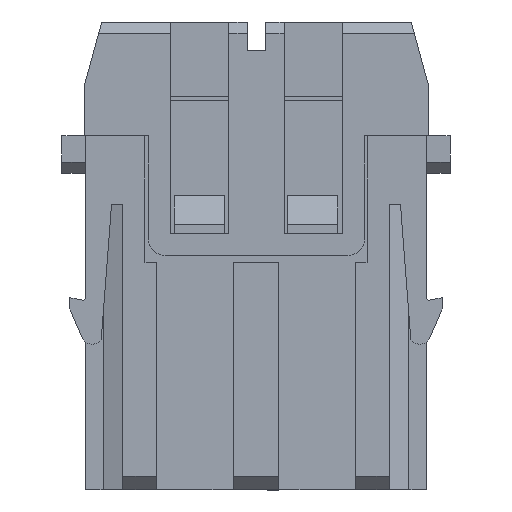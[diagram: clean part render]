
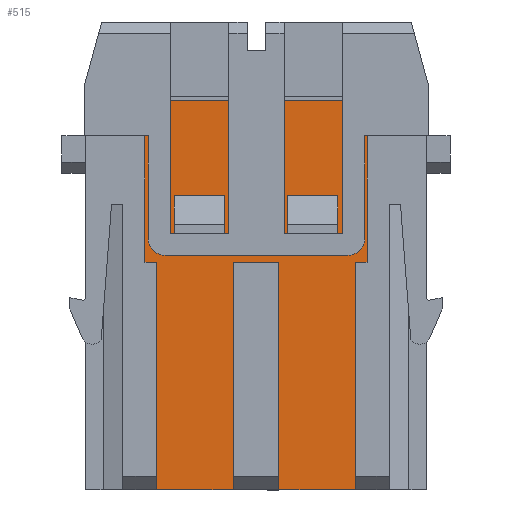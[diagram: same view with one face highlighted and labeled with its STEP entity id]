
A CAD part, front view. The second image highlights one B-rep face of the part: STEP entity #515.
In plain terms, the highlighted planar face has unit normal (0, -1, 0).
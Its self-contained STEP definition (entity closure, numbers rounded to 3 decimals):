
#92=FACE_BOUND('',#1619,.T.);
#93=FACE_BOUND('',#1620,.T.);
#94=FACE_BOUND('',#1621,.T.);
#515=ADVANCED_FACE('',(#92,#93,#94),#940,.F.);
#940=PLANE('',#8704);
#1619=EDGE_LOOP('',(#4154,#4155,#4156,#4157));
#1620=EDGE_LOOP('',(#4158,#4159,#4160,#4161));
#1621=EDGE_LOOP('',(#4162,#4163,#4164,#4165,#4166,#4167,#4168,#4169,#4170,
#4171,#4172,#4173,#4174,#4175,#4176,#4177));
#2285=LINE('',#11465,#3132);
#2304=LINE('',#11558,#3151);
#2324=LINE('',#11661,#3171);
#2328=LINE('',#11691,#3175);
#2376=LINE('',#11822,#3223);
#2377=LINE('',#11824,#3224);
#2378=LINE('',#11826,#3225);
#2379=LINE('',#11827,#3226);
#2380=LINE('',#11829,#3227);
#2381=LINE('',#11831,#3228);
#2382=LINE('',#11832,#3229);
#2383=LINE('',#11835,#3230);
#2384=LINE('',#11837,#3231);
#2385=LINE('',#11839,#3232);
#2386=LINE('',#11841,#3233);
#2387=LINE('',#11842,#3234);
#2388=LINE('',#11844,#3235);
#2389=LINE('',#11846,#3236);
#2390=LINE('',#11847,#3237);
#2391=LINE('',#11849,#3238);
#2392=LINE('',#11851,#3239);
#2393=LINE('',#11853,#3240);
#2394=LINE('',#11855,#3241);
#2395=LINE('',#11857,#3242);
#3132=VECTOR('',#9315,1.);
#3151=VECTOR('',#9344,1.);
#3171=VECTOR('',#9386,1.);
#3175=VECTOR('',#9394,1.);
#3223=VECTOR('',#9484,1.);
#3224=VECTOR('',#9485,1.);
#3225=VECTOR('',#9486,1.);
#3226=VECTOR('',#9487,1.);
#3227=VECTOR('',#9488,1.);
#3228=VECTOR('',#9489,1.);
#3229=VECTOR('',#9490,1.);
#3230=VECTOR('',#9491,1.);
#3231=VECTOR('',#9492,1.);
#3232=VECTOR('',#9493,1.);
#3233=VECTOR('',#9494,1.);
#3234=VECTOR('',#9495,1.);
#3235=VECTOR('',#9496,1.);
#3236=VECTOR('',#9497,1.);
#3237=VECTOR('',#9498,1.);
#3238=VECTOR('',#9499,1.);
#3239=VECTOR('',#9500,1.);
#3240=VECTOR('',#9501,1.);
#3241=VECTOR('',#9502,1.);
#3242=VECTOR('',#9503,1.);
#4154=ORIENTED_EDGE('',*,*,#7505,.F.);
#4155=ORIENTED_EDGE('',*,*,#7436,.F.);
#4156=ORIENTED_EDGE('',*,*,#7506,.F.);
#4157=ORIENTED_EDGE('',*,*,#7507,.F.);
#4158=ORIENTED_EDGE('',*,*,#7508,.F.);
#4159=ORIENTED_EDGE('',*,*,#7444,.F.);
#4160=ORIENTED_EDGE('',*,*,#7509,.F.);
#4161=ORIENTED_EDGE('',*,*,#7510,.F.);
#4162=ORIENTED_EDGE('',*,*,#7511,.T.);
#4163=ORIENTED_EDGE('',*,*,#7512,.T.);
#4164=ORIENTED_EDGE('',*,*,#7513,.T.);
#4165=ORIENTED_EDGE('',*,*,#7514,.F.);
#4166=ORIENTED_EDGE('',*,*,#7515,.F.);
#4167=ORIENTED_EDGE('',*,*,#7400,.T.);
#4168=ORIENTED_EDGE('',*,*,#7516,.F.);
#4169=ORIENTED_EDGE('',*,*,#7517,.F.);
#4170=ORIENTED_EDGE('',*,*,#7518,.T.);
#4171=ORIENTED_EDGE('',*,*,#7371,.T.);
#4172=ORIENTED_EDGE('',*,*,#7519,.T.);
#4173=ORIENTED_EDGE('',*,*,#7520,.T.);
#4174=ORIENTED_EDGE('',*,*,#7521,.F.);
#4175=ORIENTED_EDGE('',*,*,#7522,.T.);
#4176=ORIENTED_EDGE('',*,*,#7523,.T.);
#4177=ORIENTED_EDGE('',*,*,#7524,.T.);
#6522=VERTEX_POINT('',#11464);
#6523=VERTEX_POINT('',#11466);
#6551=VERTEX_POINT('',#11557);
#6552=VERTEX_POINT('',#11559);
#6587=VERTEX_POINT('',#11660);
#6588=VERTEX_POINT('',#11662);
#6595=VERTEX_POINT('',#11690);
#6596=VERTEX_POINT('',#11692);
#6642=VERTEX_POINT('',#11823);
#6643=VERTEX_POINT('',#11825);
#6644=VERTEX_POINT('',#11828);
#6645=VERTEX_POINT('',#11830);
#6646=VERTEX_POINT('',#11833);
#6647=VERTEX_POINT('',#11834);
#6648=VERTEX_POINT('',#11836);
#6649=VERTEX_POINT('',#11838);
#6650=VERTEX_POINT('',#11840);
#6651=VERTEX_POINT('',#11843);
#6652=VERTEX_POINT('',#11845);
#6653=VERTEX_POINT('',#11848);
#6654=VERTEX_POINT('',#11850);
#6655=VERTEX_POINT('',#11852);
#6656=VERTEX_POINT('',#11854);
#6657=VERTEX_POINT('',#11856);
#7371=EDGE_CURVE('',#6523,#6522,#2285,.T.);
#7400=EDGE_CURVE('',#6552,#6551,#2304,.T.);
#7436=EDGE_CURVE('',#6587,#6588,#2324,.T.);
#7444=EDGE_CURVE('',#6595,#6596,#2328,.T.);
#7505=EDGE_CURVE('',#6588,#6642,#2376,.T.);
#7506=EDGE_CURVE('',#6643,#6587,#2377,.T.);
#7507=EDGE_CURVE('',#6642,#6643,#2378,.T.);
#7508=EDGE_CURVE('',#6596,#6644,#2379,.T.);
#7509=EDGE_CURVE('',#6645,#6595,#2380,.T.);
#7510=EDGE_CURVE('',#6644,#6645,#2381,.T.);
#7511=EDGE_CURVE('',#6646,#6647,#2382,.T.);
#7512=EDGE_CURVE('',#6647,#6648,#2383,.T.);
#7513=EDGE_CURVE('',#6648,#6649,#2384,.T.);
#7514=EDGE_CURVE('',#6650,#6649,#2385,.T.);
#7515=EDGE_CURVE('',#6552,#6650,#2386,.T.);
#7516=EDGE_CURVE('',#6651,#6551,#2387,.T.);
#7517=EDGE_CURVE('',#6652,#6651,#2388,.T.);
#7518=EDGE_CURVE('',#6652,#6523,#2389,.T.);
#7519=EDGE_CURVE('',#6522,#6653,#2390,.T.);
#7520=EDGE_CURVE('',#6653,#6654,#2391,.T.);
#7521=EDGE_CURVE('',#6655,#6654,#2392,.T.);
#7522=EDGE_CURVE('',#6655,#6656,#2393,.T.);
#7523=EDGE_CURVE('',#6656,#6657,#2394,.T.);
#7524=EDGE_CURVE('',#6657,#6646,#2395,.T.);
#8704=AXIS2_PLACEMENT_3D('',#11858,#9504,#9505);
#9315=DIRECTION('',(1.,0.,0.));
#9344=DIRECTION('',(1.,0.,0.));
#9386=DIRECTION('',(1.,0.,0.));
#9394=DIRECTION('',(1.,0.,0.));
#9484=DIRECTION('',(0.,0.,1.));
#9485=DIRECTION('',(0.,0.,-1.));
#9486=DIRECTION('',(-1.,0.,0.));
#9487=DIRECTION('',(0.,0.,1.));
#9488=DIRECTION('',(0.,0.,-1.));
#9489=DIRECTION('',(-1.,0.,0.));
#9490=DIRECTION('',(0.,0.,-1.));
#9491=DIRECTION('',(1.,0.,0.));
#9492=DIRECTION('',(0.,0.,1.));
#9493=DIRECTION('',(-1.,0.,0.));
#9494=DIRECTION('',(0.,0.,-1.));
#9495=DIRECTION('',(0.,0.,-1.));
#9496=DIRECTION('',(1.,0.,0.));
#9497=DIRECTION('',(0.,0.,-1.));
#9498=DIRECTION('',(0.,0.,-1.));
#9499=DIRECTION('',(1.,0.,0.));
#9500=DIRECTION('',(0.,0.,1.));
#9501=DIRECTION('',(1.,0.,0.));
#9502=DIRECTION('',(0.,0.,1.));
#9503=DIRECTION('',(1.,0.,0.));
#9504=DIRECTION('',(0.,1.,0.));
#9505=DIRECTION('',(0.,0.,1.));
#11464=CARTESIAN_POINT('',(-9.789,3.03,31.1));
#11465=CARTESIAN_POINT('',(-374.561,3.03,31.1));
#11466=CARTESIAN_POINT('',(-13.465,3.03,31.1));
#11557=CARTESIAN_POINT('',(13.384,3.03,31.1));
#11558=CARTESIAN_POINT('',(-374.561,3.03,31.1));
#11559=CARTESIAN_POINT('',(9.71,3.03,31.1));
#11660=CARTESIAN_POINT('',(-7.239,3.03,22.5));
#11661=CARTESIAN_POINT('',(9.609,3.03,22.5));
#11662=CARTESIAN_POINT('',(-2.84,3.03,22.5));
#11690=CARTESIAN_POINT('',(2.76,3.03,22.5));
#11691=CARTESIAN_POINT('',(9.609,3.03,22.5));
#11692=CARTESIAN_POINT('',(7.16,3.03,22.5));
#11822=CARTESIAN_POINT('',(-2.84,3.03,30.8));
#11823=CARTESIAN_POINT('',(-2.84,3.03,25.826));
#11824=CARTESIAN_POINT('',(-7.239,3.03,30.8));
#11825=CARTESIAN_POINT('',(-7.239,3.03,25.826));
#11826=CARTESIAN_POINT('',(-374.561,3.03,25.826));
#11827=CARTESIAN_POINT('',(7.16,3.03,30.8));
#11828=CARTESIAN_POINT('',(7.16,3.03,25.826));
#11829=CARTESIAN_POINT('',(2.76,3.03,30.8));
#11830=CARTESIAN_POINT('',(2.76,3.03,25.826));
#11831=CARTESIAN_POINT('',(-374.561,3.03,25.826));
#11832=CARTESIAN_POINT('',(1.96,3.03,21.9));
#11833=CARTESIAN_POINT('',(1.96,3.03,20.));
#11834=CARTESIAN_POINT('',(1.96,3.03,0.));
#11835=CARTESIAN_POINT('',(-374.561,3.03,0.));
#11836=CARTESIAN_POINT('',(8.71,3.03,0.));
#11837=CARTESIAN_POINT('',(8.71,3.03,0.));
#11838=CARTESIAN_POINT('',(8.71,3.03,20.));
#11839=CARTESIAN_POINT('',(9.609,3.03,20.));
#11840=CARTESIAN_POINT('',(9.71,3.03,20.));
#11841=CARTESIAN_POINT('',(9.71,3.03,33.1));
#11842=CARTESIAN_POINT('',(13.384,3.03,33.1));
#11843=CARTESIAN_POINT('',(13.384,3.03,34.2));
#11844=CARTESIAN_POINT('',(-0.04,3.03,34.2));
#11845=CARTESIAN_POINT('',(-13.465,3.03,34.2));
#11846=CARTESIAN_POINT('',(-13.465,3.03,33.1));
#11847=CARTESIAN_POINT('',(-9.789,3.03,26.7));
#11848=CARTESIAN_POINT('',(-9.789,3.03,20.));
#11849=CARTESIAN_POINT('',(-9.789,3.03,20.));
#11850=CARTESIAN_POINT('',(-8.789,3.03,20.));
#11851=CARTESIAN_POINT('',(-8.789,3.03,33.1));
#11852=CARTESIAN_POINT('',(-8.789,3.03,0.));
#11853=CARTESIAN_POINT('',(-374.561,3.03,0.));
#11854=CARTESIAN_POINT('',(-2.04,3.03,0.));
#11855=CARTESIAN_POINT('',(-2.04,3.03,3.001));
#11856=CARTESIAN_POINT('',(-2.04,3.03,20.));
#11857=CARTESIAN_POINT('',(9.71,3.03,20.));
#11858=CARTESIAN_POINT('',(9.609,3.03,33.1));
